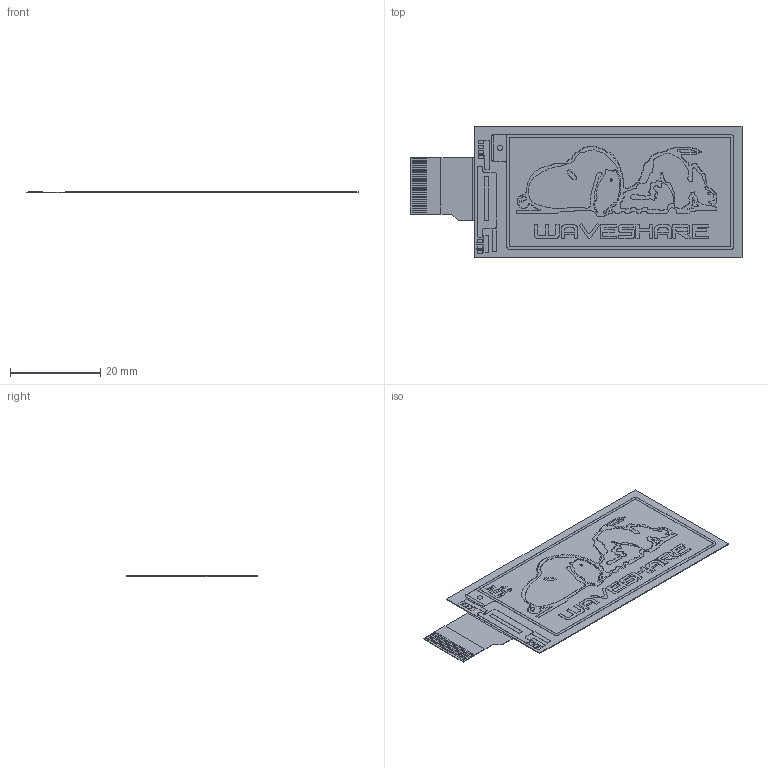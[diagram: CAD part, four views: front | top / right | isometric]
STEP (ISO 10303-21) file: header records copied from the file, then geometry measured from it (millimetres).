
FILE_DESCRIPTION(('FreeCAD Model'),'2;1');
FILE_NAME('Open CASCADE Shape Model','2024-08-10T22:14:57',('Author'),( ''),'Open CASCADE STEP processor 7.6','FreeCAD','Unknown');
FILE_SCHEMA(('AUTOMOTIVE_DESIGN { 1 0 10303 214 1 1 1 1 }'));
Length unit declared in the file: millimetre
Products named in the file (9): Waveshare 2.13 (D) E-ink - Flat008; Waveshare 2.13 (D) E-ink - Flat; Waveshare 2.13 (D) E-ink - Flat001; Waveshare 2.13 (D) E-ink - Flat002; Waveshare 2.13 (D) E-ink - Flat003; Waveshare 2.13 (D) E-ink - Flat004; Waveshare 2.13 (D) E-ink - Flat005; Waveshare 2.13 (D) E-ink - Flat006; Waveshare 2.13 (D) E-ink - Flat007
Assembly tree (8 placements, depth 2):
  Waveshare 2.13 (D) E-ink - Flat008
    Waveshare 2.13 (D) E-ink - Flat
    Waveshare 2.13 (D) E-ink - Flat001
    Waveshare 2.13 (D) E-ink - Flat002
    Waveshare 2.13 (D) E-ink - Flat003
    Waveshare 2.13 (D) E-ink - Flat004
    Waveshare 2.13 (D) E-ink - Flat005
    Waveshare 2.13 (D) E-ink - Flat006
    Waveshare 2.13 (D) E-ink - Flat007
Bounding box: 73.53 x 29.24 x 0.23 mm (x, y, z)
Volume: 370.1 mm3; surface area: 3990 mm2
Topology: 8 solids, 28 shells, 1021 faces, 2719 edges, 1812 vertices
Faces by surface type: plane 942, bspline 42, cylinder 37
Full cylindrical faces by diameter (mm): 1.248 x1
Entity records: 40908 total; most frequent: CARTESIAN_POINT 8948, ORIENTED_EDGE 5438, DIRECTION 4492, EDGE_CURVE 2719, LINE 2368, VECTOR 2368, VERTEX_POINT 1812, FACE_BOUND 1091
